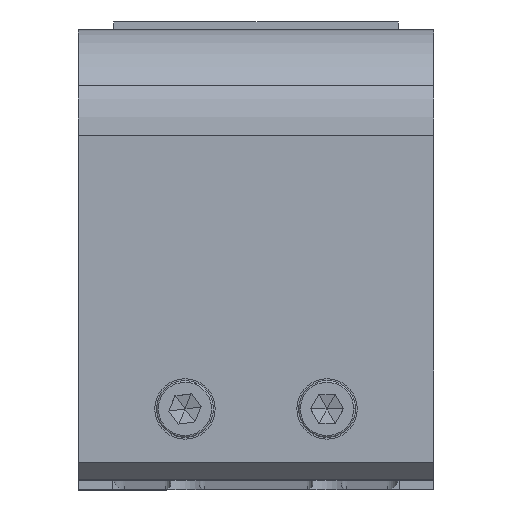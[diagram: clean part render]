
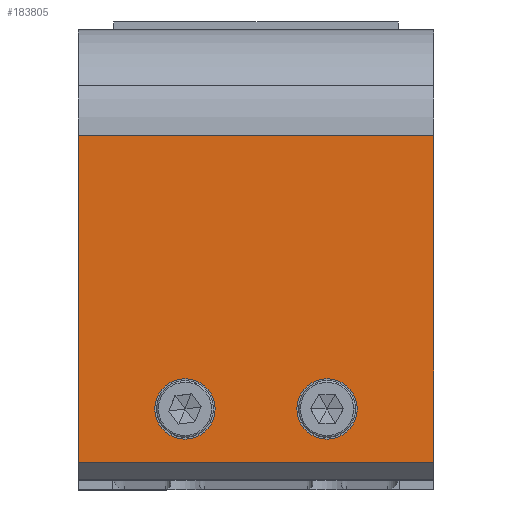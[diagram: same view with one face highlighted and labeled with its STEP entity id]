
A CAD part, top view. The second image highlights one B-rep face of the part: STEP entity #183805.
In plain terms, the highlighted planar face has unit normal (0, 0, 1).
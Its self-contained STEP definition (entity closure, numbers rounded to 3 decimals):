
#202 = VERTEX_POINT ( 'NONE', #119350 ) ;
#8340 = CIRCLE ( 'NONE', #179222, 8.5 ) ;
#8908 = EDGE_CURVE ( 'NONE', #24276, #105775, #172591, .T. ) ;
#11148 = DIRECTION ( 'NONE',  ( -1., 0., 0. ) ) ;
#20719 = CARTESIAN_POINT ( 'NONE',  ( 201.658, 203.108, 657.202 ) ) ;
#21609 = CARTESIAN_POINT ( 'NONE',  ( 201.658, 295.108, 657.202 ) ) ;
#22843 = ORIENTED_EDGE ( 'NONE', *, *, #105745, .F. ) ;
#23079 = VERTEX_POINT ( 'NONE', #162934 ) ;
#24276 = VERTEX_POINT ( 'NONE', #21609 ) ;
#25473 = ORIENTED_EDGE ( 'NONE', *, *, #8908, .T. ) ;
#26621 = CARTESIAN_POINT ( 'NONE',  ( 163.158, 218.108, 657.202 ) ) ;
#28967 = ORIENTED_EDGE ( 'NONE', *, *, #153600, .F. ) ;
#31455 = LINE ( 'NONE', #20719, #63996 ) ;
#36500 = DIRECTION ( 'NONE',  ( 0., 0., 1. ) ) ;
#36900 = DIRECTION ( 'NONE',  ( 1., 0., 0. ) ) ;
#37060 = DIRECTION ( 'NONE',  ( 0., 0., 1. ) ) ;
#38019 = CIRCLE ( 'NONE', #72239, 8.5 ) ;
#38762 = EDGE_CURVE ( 'NONE', #139599, #73484, #8340, .T. ) ;
#38954 = DIRECTION ( 'NONE',  ( 0., 0., -1. ) ) ;
#42219 = DIRECTION ( 'NONE',  ( 1., 0., 0. ) ) ;
#42769 = CARTESIAN_POINT ( 'NONE',  ( 201.658, 203.108, 657.202 ) ) ;
#43981 = EDGE_CURVE ( 'NONE', #73484, #139599, #129102, .T. ) ;
#47763 = EDGE_CURVE ( 'NONE', #105775, #23079, #168785, .T. ) ;
#50376 = DIRECTION ( 'NONE',  ( 0., 0., 1. ) ) ;
#52935 = CARTESIAN_POINT ( 'NONE',  ( 201.658, 295.108, 657.202 ) ) ;
#53063 = CARTESIAN_POINT ( 'NONE',  ( 171.658, 218.108, 657.202 ) ) ;
#53198 = VERTEX_POINT ( 'NONE', #164355 ) ;
#53367 = ORIENTED_EDGE ( 'NONE', *, *, #43981, .F. ) ;
#53548 = EDGE_LOOP ( 'NONE', ( #133082, #53367 ) ) ;
#54525 = PLANE ( 'NONE',  #81110 ) ;
#63996 = VECTOR ( 'NONE', #94624, 1000. ) ;
#64073 = EDGE_CURVE ( 'NONE', #202, #23079, #114204, .T. ) ;
#66967 = CARTESIAN_POINT ( 'NONE',  ( 131.658, 218.108, 657.202 ) ) ;
#68260 = DIRECTION ( 'NONE',  ( 0., 1., 0. ) ) ;
#69211 = FACE_BOUND ( 'NONE', #53548, .T. ) ;
#69343 = CARTESIAN_POINT ( 'NONE',  ( 180.158, 218.108, 657.202 ) ) ;
#72239 = AXIS2_PLACEMENT_3D ( 'NONE', #185989, #37060, #79906 ) ;
#73484 = VERTEX_POINT ( 'NONE', #26621 ) ;
#74262 = ORIENTED_EDGE ( 'NONE', *, *, #47763, .T. ) ;
#79906 = DIRECTION ( 'NONE',  ( 1., 0., 0. ) ) ;
#81110 = AXIS2_PLACEMENT_3D ( 'NONE', #42769, #38954, #68260 ) ;
#81281 = DIRECTION ( 'NONE',  ( 1., 0., 0. ) ) ;
#86037 = CARTESIAN_POINT ( 'NONE',  ( 201.658, 203.108, 657.202 ) ) ;
#94624 = DIRECTION ( 'NONE',  ( 0., -1., 0. ) ) ;
#97045 = CARTESIAN_POINT ( 'NONE',  ( 101.658, 295.108, 657.202 ) ) ;
#99273 = FACE_OUTER_BOUND ( 'NONE', #154559, .T. ) ;
#104182 = CARTESIAN_POINT ( 'NONE',  ( 140.158, 218.108, 657.202 ) ) ;
#105745 = EDGE_CURVE ( 'NONE', #53198, #115781, #162046, .T. ) ;
#105775 = VERTEX_POINT ( 'NONE', #97045 ) ;
#111302 = VECTOR ( 'NONE', #141407, 1000. ) ;
#112229 = CARTESIAN_POINT ( 'NONE',  ( 101.658, 203.108, 657.202 ) ) ;
#114204 = LINE ( 'NONE', #86037, #192401 ) ;
#115620 = EDGE_CURVE ( 'NONE', #24276, #202, #31455, .T. ) ;
#115781 = VERTEX_POINT ( 'NONE', #104182 ) ;
#119350 = CARTESIAN_POINT ( 'NONE',  ( 201.658, 203.108, 657.202 ) ) ;
#129102 = CIRCLE ( 'NONE', #163305, 8.5 ) ;
#131280 = ORIENTED_EDGE ( 'NONE', *, *, #115620, .F. ) ;
#133082 = ORIENTED_EDGE ( 'NONE', *, *, #38762, .F. ) ;
#139599 = VERTEX_POINT ( 'NONE', #69343 ) ;
#140345 = VECTOR ( 'NONE', #156061, 1000. ) ;
#141407 = DIRECTION ( 'NONE',  ( -1., 0., 0. ) ) ;
#147069 = ORIENTED_EDGE ( 'NONE', *, *, #64073, .F. ) ;
#153600 = EDGE_CURVE ( 'NONE', #115781, #53198, #38019, .T. ) ;
#154559 = EDGE_LOOP ( 'NONE', ( #74262, #147069, #131280, #25473 ) ) ;
#156061 = DIRECTION ( 'NONE',  ( 0., -1., 0. ) ) ;
#162046 = CIRCLE ( 'NONE', #174654, 8.5 ) ;
#162934 = CARTESIAN_POINT ( 'NONE',  ( 101.658, 203.108, 657.202 ) ) ;
#163305 = AXIS2_PLACEMENT_3D ( 'NONE', #53063, #36500, #81281 ) ;
#164355 = CARTESIAN_POINT ( 'NONE',  ( 123.158, 218.108, 657.202 ) ) ;
#165180 = EDGE_LOOP ( 'NONE', ( #28967, #22843 ) ) ;
#168785 = LINE ( 'NONE', #112229, #140345 ) ;
#170251 = DIRECTION ( 'NONE',  ( 0., 0., 1. ) ) ;
#172591 = LINE ( 'NONE', #52935, #111302 ) ;
#174654 = AXIS2_PLACEMENT_3D ( 'NONE', #66967, #50376, #42219 ) ;
#179222 = AXIS2_PLACEMENT_3D ( 'NONE', #189657, #170251, #36900 ) ;
#183805 = ADVANCED_FACE ( 'NONE', ( #187827, #69211, #99273 ), #54525, .F. ) ;
#185989 = CARTESIAN_POINT ( 'NONE',  ( 131.658, 218.108, 657.202 ) ) ;
#187827 = FACE_BOUND ( 'NONE', #165180, .T. ) ;
#189657 = CARTESIAN_POINT ( 'NONE',  ( 171.658, 218.108, 657.202 ) ) ;
#192401 = VECTOR ( 'NONE', #11148, 1000. ) ;
